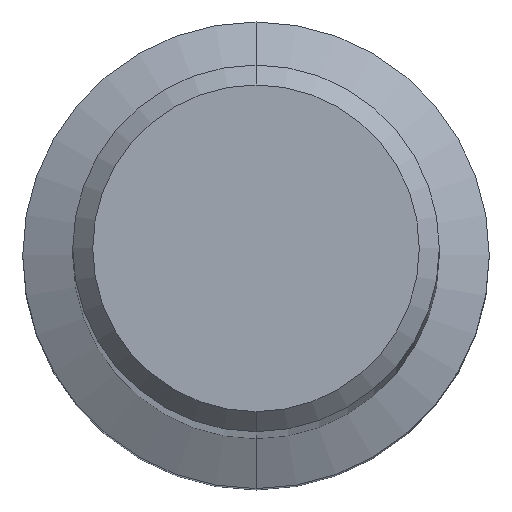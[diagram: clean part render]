
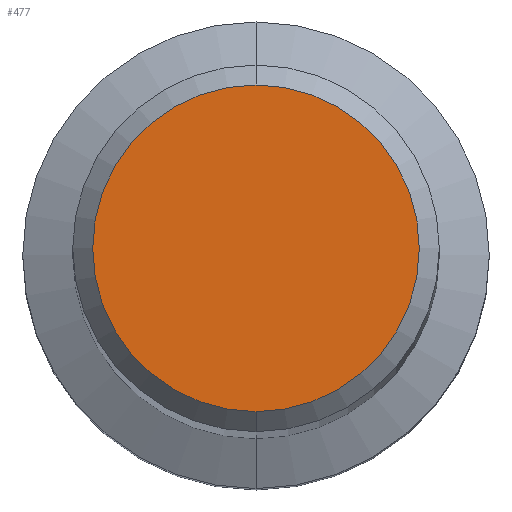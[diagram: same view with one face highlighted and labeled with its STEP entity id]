
A CAD part, top view. The second image highlights one B-rep face of the part: STEP entity #477.
In plain terms, the highlighted planar face has unit normal (0, 0, 1).
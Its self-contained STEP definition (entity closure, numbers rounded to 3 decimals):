
#281=EDGE_CURVE('',#373,#285,#649,.T.);
#285=VERTEX_POINT('',#653);
#373=VERTEX_POINT('',#750);
#477=ADVANCED_FACE('',(#867),#868,.T.);
#529=EDGE_CURVE('',#285,#373,#921,.T.);
#649=CIRCLE('',#1092,4.9);
#653=CARTESIAN_POINT('',(0.,-4.9,0.0));
#750=CARTESIAN_POINT('',(0.0,4.9,0.0));
#867=FACE_OUTER_BOUND('',#1562,.T.);
#868=PLANE('',#1563);
#921=CIRCLE('',#1667,4.9);
#1092=AXIS2_PLACEMENT_3D('',#1805,#1806,#1807);
#1562=EDGE_LOOP('',(#2060,#2061));
#1563=AXIS2_PLACEMENT_3D('',#2062,#2063,#2064);
#1667=AXIS2_PLACEMENT_3D('',#2105,#2106,#2107);
#1805=CARTESIAN_POINT('',(0.0,0.0,0.0));
#1806=DIRECTION('',(0.0,0.0,-1.0));
#1807=DIRECTION('',(0.0,1.0,0.0));
#2060=ORIENTED_EDGE('',*,*,#281,.F.);
#2061=ORIENTED_EDGE('',*,*,#529,.F.);
#2062=CARTESIAN_POINT('',(0.0,2.45,0.0));
#2063=DIRECTION('',(-0.0,0.0,1.0));
#2064=DIRECTION('',(0.0,-1.0,0.0));
#2105=CARTESIAN_POINT('',(0.0,0.0,0.0));
#2106=DIRECTION('',(0.0,0.0,-1.0));
#2107=DIRECTION('',(0.0,1.0,0.0));
